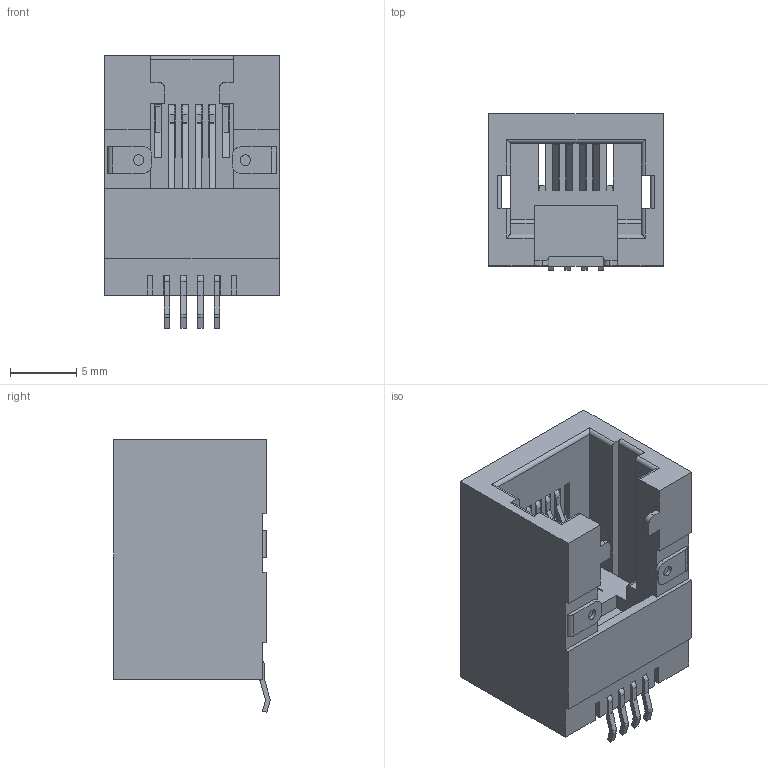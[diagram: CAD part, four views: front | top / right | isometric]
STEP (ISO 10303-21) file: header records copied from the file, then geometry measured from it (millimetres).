
FILE_DESCRIPTION (( 'STEP AP203' ), '1' );
FILE_NAME ('MJ3405-64-X_revB.STEP', '2013-10-07T11:26:46', ( '' ), ( '' ), 'SwSTEP 2.0', 'SolidWorks 2010', '' );
FILE_SCHEMA (( 'CONFIG_CONTROL_DESIGN' ));
Length unit declared in the file: millimetre
Products named in the file (1): MJ3405-64-X_revB
Bounding box: 13.2 x 11.8 x 20.59 mm (x, y, z)
Volume: 1562.1 mm3; surface area: 2223.2 mm2
Topology: 1 solids, 3 shells, 325 faces, 965 edges, 638 vertices
Faces by surface type: plane 250, cylinder 75
Entity records: 10896 total; most frequent: CARTESIAN_POINT 1947, ORIENTED_EDGE 1930, DIRECTION 1755, EDGE_CURVE 965, VECTOR 815, LINE 815, VERTEX_POINT 638, AXIS2_PLACEMENT_3D 470
